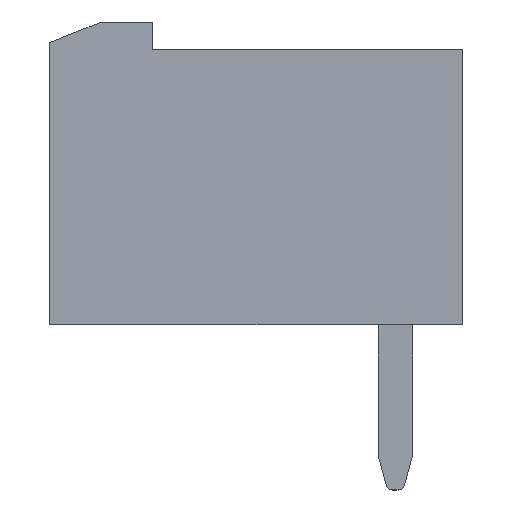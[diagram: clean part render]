
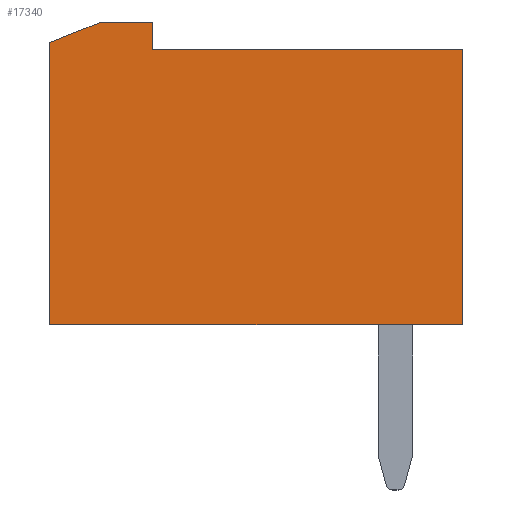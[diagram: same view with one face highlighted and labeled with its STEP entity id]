
A CAD part, left-side view. The second image highlights one B-rep face of the part: STEP entity #17340.
In plain terms, the highlighted planar face has unit normal (-1, 0, 0).
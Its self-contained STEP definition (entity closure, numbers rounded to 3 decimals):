
#194 = ORIENTED_EDGE ( 'NONE', *, *, #2218, .T. ) ;
#244 = VECTOR ( 'NONE', #13516, 1000. ) ;
#602 = LINE ( 'NONE', #14907, #3993 ) ;
#1444 = VECTOR ( 'NONE', #13533, 1000. ) ;
#2149 = VERTEX_POINT ( 'NONE', #17194 ) ;
#2218 = EDGE_CURVE ( 'NONE', #8314, #14082, #8728, .T. ) ;
#2252 = CARTESIAN_POINT ( 'NONE',  ( -0.705, 9.01, 0. ) ) ;
#2319 = VECTOR ( 'NONE', #9750, 1000. ) ;
#2403 = CARTESIAN_POINT ( 'NONE',  ( -0.705, 0., 0. ) ) ;
#2458 = CARTESIAN_POINT ( 'NONE',  ( -0.705, 12., 0.2 ) ) ;
#3305 = PLANE ( 'NONE',  #7270 ) ;
#3865 = ORIENTED_EDGE ( 'NONE', *, *, #7041, .T. ) ;
#3981 = CARTESIAN_POINT ( 'NONE',  ( -0.705, 10.5, 0.8 ) ) ;
#3993 = VECTOR ( 'NONE', #8022, 1000. ) ;
#4505 = EDGE_CURVE ( 'NONE', #11864, #15908, #16112, .T. ) ;
#4676 = CARTESIAN_POINT ( 'NONE',  ( -0.705, 0., -8. ) ) ;
#4916 = VECTOR ( 'NONE', #16678, 1000. ) ;
#5535 = CARTESIAN_POINT ( 'NONE',  ( -0.705, 9.01, 0.8 ) ) ;
#5669 = DIRECTION ( 'NONE',  ( 0., 1., 0. ) ) ;
#5908 = ORIENTED_EDGE ( 'NONE', *, *, #11202, .T. ) ;
#6747 = CARTESIAN_POINT ( 'NONE',  ( -0.705, 9.01, 0.8 ) ) ;
#7041 = EDGE_CURVE ( 'NONE', #15908, #16371, #9936, .T. ) ;
#7215 = CARTESIAN_POINT ( 'NONE',  ( -0.705, 0., 0. ) ) ;
#7270 = AXIS2_PLACEMENT_3D ( 'NONE', #17060, #15848, #7687 ) ;
#7417 = DIRECTION ( 'NONE',  ( 0., 1., 0. ) ) ;
#7687 = DIRECTION ( 'NONE',  ( 0., 0., 1. ) ) ;
#7854 = EDGE_CURVE ( 'NONE', #8536, #2149, #17372, .T. ) ;
#8022 = DIRECTION ( 'NONE',  ( 0., 0., -1. ) ) ;
#8191 = EDGE_CURVE ( 'NONE', #14082, #8536, #8353, .T. ) ;
#8314 = VERTEX_POINT ( 'NONE', #14627 ) ;
#8353 = LINE ( 'NONE', #13582, #244 ) ;
#8536 = VERTEX_POINT ( 'NONE', #2403 ) ;
#8728 = LINE ( 'NONE', #16698, #4916 ) ;
#9081 = ORIENTED_EDGE ( 'NONE', *, *, #7854, .T. ) ;
#9301 = EDGE_CURVE ( 'NONE', #16371, #8314, #602, .T. ) ;
#9729 = CARTESIAN_POINT ( 'NONE',  ( -0.705, 10.5, 0.8 ) ) ;
#9750 = DIRECTION ( 'NONE',  ( 0., 0.928, -0.371 ) ) ;
#9936 = LINE ( 'NONE', #9729, #2319 ) ;
#11202 = EDGE_CURVE ( 'NONE', #2149, #11864, #13185, .T. ) ;
#11240 = EDGE_LOOP ( 'NONE', ( #14145, #194, #12794, #9081, #5908, #13294, #3865 ) ) ;
#11441 = VECTOR ( 'NONE', #7417, 1000. ) ;
#11864 = VERTEX_POINT ( 'NONE', #6747 ) ;
#12354 = FACE_OUTER_BOUND ( 'NONE', #11240, .T. ) ;
#12649 = VECTOR ( 'NONE', #5669, 1000. ) ;
#12794 = ORIENTED_EDGE ( 'NONE', *, *, #8191, .T. ) ;
#13185 = LINE ( 'NONE', #2252, #1444 ) ;
#13294 = ORIENTED_EDGE ( 'NONE', *, *, #4505, .T. ) ;
#13516 = DIRECTION ( 'NONE',  ( 0., 0., 1. ) ) ;
#13533 = DIRECTION ( 'NONE',  ( 0., 0., 1. ) ) ;
#13582 = CARTESIAN_POINT ( 'NONE',  ( -0.705, 0., -8. ) ) ;
#14082 = VERTEX_POINT ( 'NONE', #4676 ) ;
#14145 = ORIENTED_EDGE ( 'NONE', *, *, #9301, .T. ) ;
#14627 = CARTESIAN_POINT ( 'NONE',  ( -0.705, 12., -8. ) ) ;
#14907 = CARTESIAN_POINT ( 'NONE',  ( -0.705, 12., 0.2 ) ) ;
#15848 = DIRECTION ( 'NONE',  ( -1., 0., 0. ) ) ;
#15908 = VERTEX_POINT ( 'NONE', #3981 ) ;
#16112 = LINE ( 'NONE', #5535, #12649 ) ;
#16371 = VERTEX_POINT ( 'NONE', #2458 ) ;
#16678 = DIRECTION ( 'NONE',  ( 0., -1., 0. ) ) ;
#16698 = CARTESIAN_POINT ( 'NONE',  ( -0.705, 12., -8. ) ) ;
#17060 = CARTESIAN_POINT ( 'NONE',  ( -0.705, 0., 0. ) ) ;
#17194 = CARTESIAN_POINT ( 'NONE',  ( -0.705, 9.01, 0. ) ) ;
#17340 = ADVANCED_FACE ( 'NONE', ( #12354 ), #3305, .T. ) ;
#17372 = LINE ( 'NONE', #7215, #11441 ) ;
